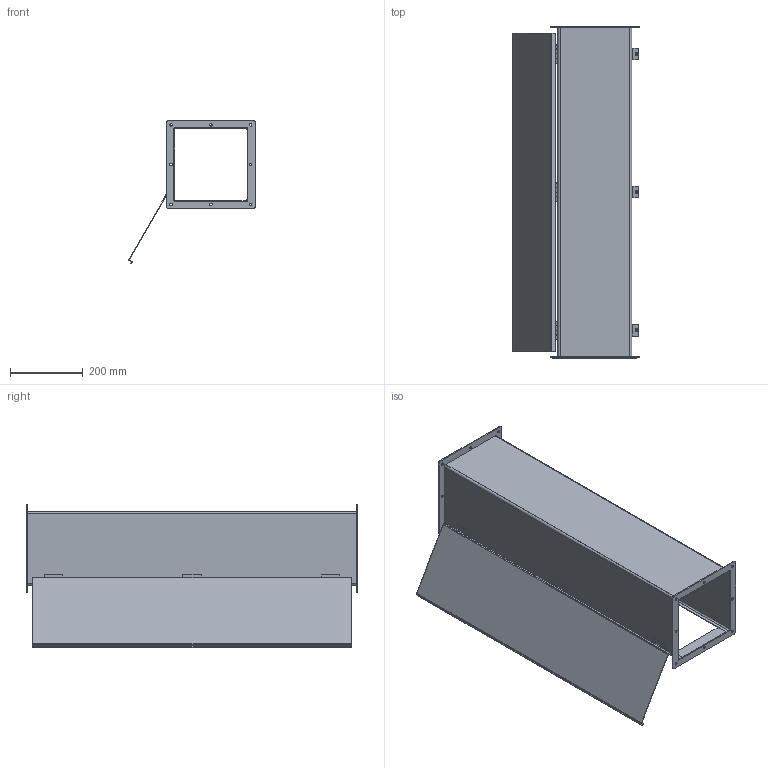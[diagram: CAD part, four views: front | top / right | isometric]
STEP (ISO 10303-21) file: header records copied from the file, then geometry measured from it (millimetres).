
FILE_DESCRIPTION(/* description */ ('JW, BTB, CRS, 36X8X8'),/* implementation_level */ '2;1');
FILE_NAME(/* name */ 'JW83 opened.iam.stp',/* time_stamp */ '2014-09-23T15:11:29-06:00',/* author */ ('tkorenak'),/* organization */ (''),/* preprocessor_version */ 'ST-DEVELOPER v15.2',/* originating_system */ 'Autodesk Inventor 2014',/* authorisation */ '');
FILE_SCHEMA (('AUTOMOTIVE_DESIGN { 1 0 10303 214 3 1 1 }'));
Length unit declared in the file: inch
Products named in the file (10): JW83_BTB; JW8_RING; JW83_LID; JW8_SPC; H6050139T; H6050139L; H6050139P; H6050139; C1001; JW83 opened
Bounding box: 348.31 x 914.4 x 395.38 mm (x, y, z)
Volume: 1623234 mm3; surface area: 1703473.9 mm2
Topology: 18 solids, 18 shells, 270 faces, 643 edges, 409 vertices
Faces by surface type: plane 176, cylinder 91, cone 3
Full cylindrical faces by diameter (mm): 3.048 x3, 3.302 x12, 4.978 x3, 7.144 x16, 8.738 x3
Entity records: 4368 total; most frequent: DIRECTION 748, CARTESIAN_POINT 689, ORIENTED_EDGE 632, EDGE_CURVE 316, AXIS2_PLACEMENT_3D 261, LINE 226, VECTOR 226, VERTEX_POINT 202
